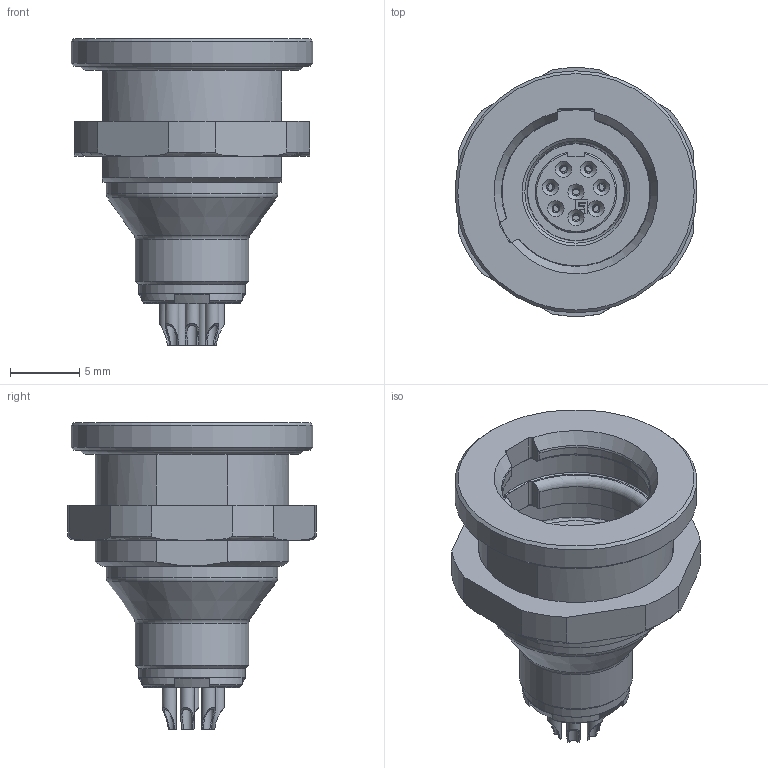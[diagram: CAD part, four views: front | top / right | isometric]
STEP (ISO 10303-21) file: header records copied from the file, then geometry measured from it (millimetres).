
FILE_DESCRIPTION(/* description */ (''),/* implementation_level */ '2;1');
FILE_NAME(/* name */ '09 4932 015 08 001_00.stp',/* time_stamp */ '2013-12-02T08:31:32+01:00',/* author */ (''),/* organization */ (''),/* preprocessor_version */ 'ST-DEVELOPER v14',/* originating_system */ 'SIEMENS PLM Software NX 8.0',/* authorisation */ '');
FILE_SCHEMA (('AUTOMOTIVE_DESIGN { 1 0 10303 214 3 1 1 1 }'));
Length unit declared in the file: millimetre
Products named in the file (1): cerl045C77A064i6
Bounding box: 17.5 x 17.96 x 22.2 mm (x, y, z)
Volume: 1562.6 mm3; surface area: 2352.2 mm2
Topology: 1 solids, 1 shells, 363 faces, 912 edges, 596 vertices
Faces by surface type: plane 154, cylinder 88, cone 35, extrusion 32, bspline 28, torus 26
Full cylindrical faces by diameter (mm): 0.57 x8, 0.75 x8, 1 x8, 1.05 x8, 5.6 x1, 7.4 x3, 7.7 x4, 8.2 x1, 9.5 x1, 12.3 x2, 12.4 x1, 14 x1, 14.2 x1, 16.4 x1, 17.5 x1
Entity records: 12451 total; most frequent: CARTESIAN_POINT 4516, ORIENTED_EDGE 1550, DIRECTION 1544, EDGE_CURVE 775, AXIS2_PLACEMENT_3D 597, VERTEX_POINT 552, EDGE_LOOP 497, ADVANCED_FACE 363
